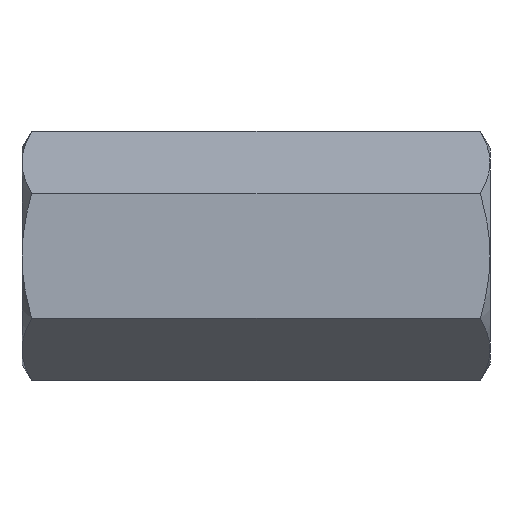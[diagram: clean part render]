
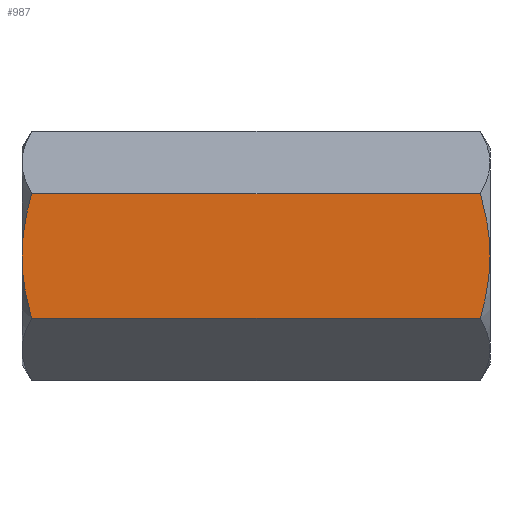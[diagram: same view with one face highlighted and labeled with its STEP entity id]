
A CAD part, front view. The second image highlights one B-rep face of the part: STEP entity #987.
In plain terms, the highlighted planar face has unit normal (0, -1, 0).
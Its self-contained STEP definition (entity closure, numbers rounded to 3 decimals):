
#22=PLANE('',#1097);
#60=LINE('',#1710,#102);
#61=LINE('',#1722,#103);
#102=VECTOR('',#1293,1000.);
#103=VECTOR('',#1294,1000.);
#164=B_SPLINE_CURVE_WITH_KNOTS('',3,(#1652,#1653,#1654,#1655),
 .UNSPECIFIED.,.F.,.F.,(4,4),(0.015,0.022),
 .UNSPECIFIED.);
#165=B_SPLINE_CURVE_WITH_KNOTS('',3,(#1661,#1662,#1663,#1664),
 .UNSPECIFIED.,.F.,.F.,(4,4),(0.022,0.029),
 .UNSPECIFIED.);
#173=B_SPLINE_CURVE_WITH_KNOTS('',3,(#1712,#1713,#1714,#1715),
 .UNSPECIFIED.,.F.,.F.,(4,4),(0.022,0.029),
 .UNSPECIFIED.);
#174=B_SPLINE_CURVE_WITH_KNOTS('',3,(#1717,#1718,#1719,#1720),
 .UNSPECIFIED.,.F.,.F.,(4,4),(0.015,0.022),
 .UNSPECIFIED.);
#287=ORIENTED_EDGE('',*,*,#560,.F.);
#288=ORIENTED_EDGE('',*,*,#561,.F.);
#289=ORIENTED_EDGE('',*,*,#562,.F.);
#290=ORIENTED_EDGE('',*,*,#563,.T.);
#291=ORIENTED_EDGE('',*,*,#547,.F.);
#292=ORIENTED_EDGE('',*,*,#544,.F.);
#544=EDGE_CURVE('',#679,#680,#164,.T.);
#547=EDGE_CURVE('',#680,#682,#165,.T.);
#560=EDGE_CURVE('',#688,#679,#60,.T.);
#561=EDGE_CURVE('',#689,#688,#173,.T.);
#562=EDGE_CURVE('',#690,#689,#174,.T.);
#563=EDGE_CURVE('',#690,#682,#61,.T.);
#679=VERTEX_POINT('',#1651);
#680=VERTEX_POINT('',#1656);
#682=VERTEX_POINT('',#1665);
#688=VERTEX_POINT('',#1711);
#689=VERTEX_POINT('',#1716);
#690=VERTEX_POINT('',#1721);
#804=EDGE_LOOP('',(#287,#288,#289,#290,#291,#292));
#882=FACE_BOUND('',#804,.T.);
#987=ADVANCED_FACE('',(#882),#22,.F.);
#1097=AXIS2_PLACEMENT_3D('',#1709,#1291,#1292);
#1291=DIRECTION('',(0.,1.,0.));
#1292=DIRECTION('',(0.,0.,1.));
#1293=DIRECTION('',(-1.,0.,0.));
#1294=DIRECTION('',(-1.,0.,0.));
#1651=CARTESIAN_POINT('',(1.072,-12.,-6.928));
#1652=CARTESIAN_POINT('',(1.072,-12.,-6.928));
#1653=CARTESIAN_POINT('',(0.42,-12.,-4.671));
#1654=CARTESIAN_POINT('',(0.,-12.,-2.373));
#1655=CARTESIAN_POINT('',(0.,-12.,0.));
#1656=CARTESIAN_POINT('',(0.,-12.,0.));
#1661=CARTESIAN_POINT('',(0.,-12.,0.));
#1662=CARTESIAN_POINT('',(0.,-12.,2.371));
#1663=CARTESIAN_POINT('',(0.421,-12.,4.674));
#1664=CARTESIAN_POINT('',(1.072,-12.,6.928));
#1665=CARTESIAN_POINT('',(1.072,-12.,6.928));
#1709=CARTESIAN_POINT('',(112.,-12.,6.928));
#1710=CARTESIAN_POINT('',(112.,-12.,-6.928));
#1711=CARTESIAN_POINT('',(50.928,-12.,-6.928));
#1712=CARTESIAN_POINT('',(52.,-12.,0.));
#1713=CARTESIAN_POINT('',(52.,-12.,-2.371));
#1714=CARTESIAN_POINT('',(51.579,-12.,-4.674));
#1715=CARTESIAN_POINT('',(50.928,-12.,-6.928));
#1716=CARTESIAN_POINT('',(52.,-12.,0.));
#1717=CARTESIAN_POINT('',(50.928,-12.,6.928));
#1718=CARTESIAN_POINT('',(51.58,-12.,4.671));
#1719=CARTESIAN_POINT('',(52.,-12.,2.373));
#1720=CARTESIAN_POINT('',(52.,-12.,0.));
#1721=CARTESIAN_POINT('',(50.928,-12.,6.928));
#1722=CARTESIAN_POINT('',(112.,-12.,6.928));
